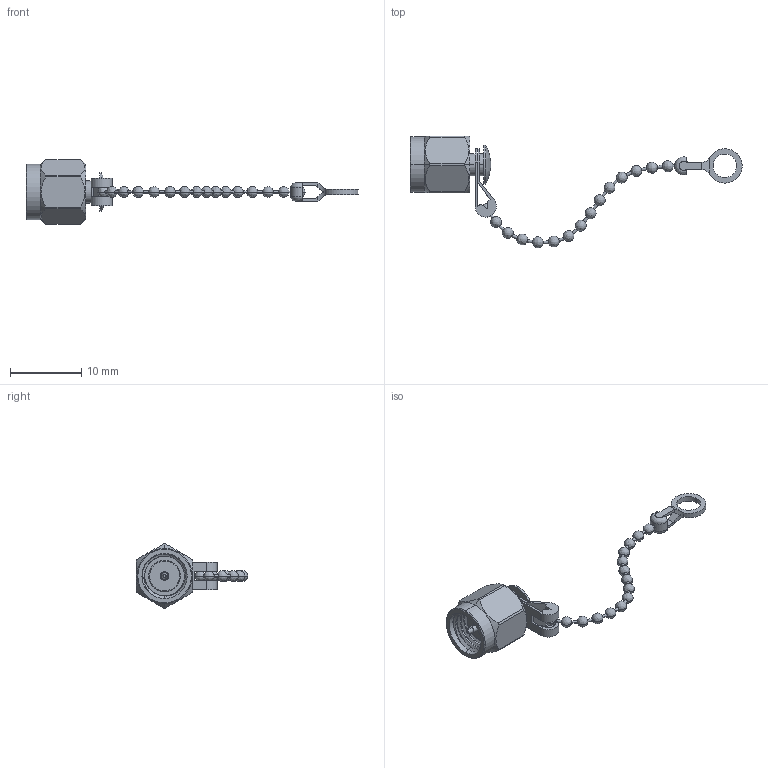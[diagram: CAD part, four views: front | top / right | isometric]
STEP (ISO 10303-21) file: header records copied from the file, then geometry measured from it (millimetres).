
FILE_DESCRIPTION (( 'STEP AP203' ), '1' );
FILE_NAME ('ST1819C.step', '2018-08-14T15:09:54', ( '' ), ( '' ), 'SwSTEP 2.0', 'SolidWorks 2017', '' );
FILE_SCHEMA (( 'CONFIG_CONTROL_DESIGN' ));
Length unit declared in the file: inch
Products named in the file (1): ST1819C
Bounding box: 46.56 x 15.63 x 8.99 mm (x, y, z)
Volume: 455.9 mm3; surface area: 1083.7 mm2
Topology: 5 solids, 5 shells, 229 faces, 647 edges, 382 vertices
Faces by surface type: plane 80, bspline 73, cylinder 65, cone 11
Entity records: 12566 total; most frequent: CARTESIAN_POINT 7350, ORIENTED_EDGE 1202, DIRECTION 918, EDGE_CURVE 601, VERTEX_POINT 382, AXIS2_PLACEMENT_3D 330, LINE 258, VECTOR 258
